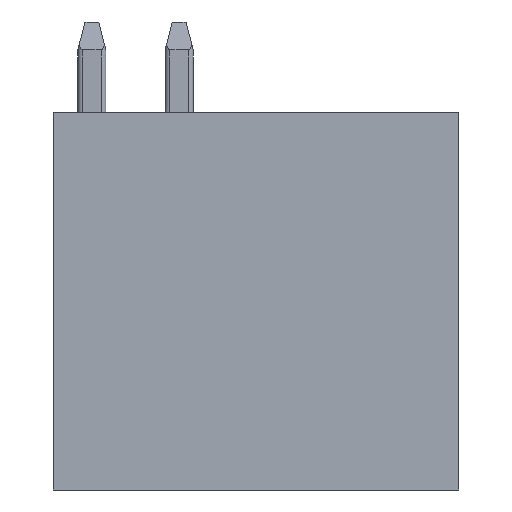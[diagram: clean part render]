
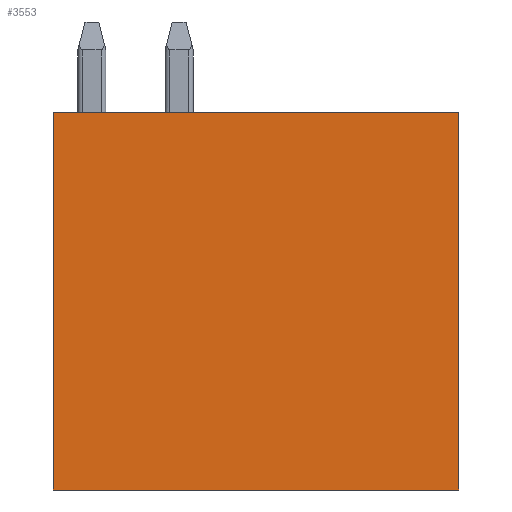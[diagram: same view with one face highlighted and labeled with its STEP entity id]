
A CAD part, front view. The second image highlights one B-rep face of the part: STEP entity #3553.
In plain terms, the highlighted planar face has unit normal (0, -1, 0).
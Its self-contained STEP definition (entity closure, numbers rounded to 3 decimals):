
#705=DIRECTION('',(0.,0.,1.));
#706=VECTOR('',#705,10.8);
#707=CARTESIAN_POINT('',(-5.49,-7.8,-6.62));
#708=LINE('',#707,#706);
#709=DIRECTION('',(1.,0.,0.));
#710=VECTOR('',#709,11.6);
#711=CARTESIAN_POINT('',(-5.49,-7.8,4.18));
#712=LINE('',#711,#710);
#713=DIRECTION('',(0.,0.,-1.));
#714=VECTOR('',#713,10.8);
#715=CARTESIAN_POINT('',(6.11,-7.8,4.18));
#716=LINE('',#715,#714);
#717=DIRECTION('',(-1.,0.,0.));
#718=VECTOR('',#717,11.6);
#719=CARTESIAN_POINT('',(6.11,-7.8,-6.62));
#720=LINE('',#719,#718);
#2297=CARTESIAN_POINT('',(-5.49,-7.8,-6.62));
#2298=CARTESIAN_POINT('',(-5.49,-7.8,4.18));
#2299=VERTEX_POINT('',#2297);
#2300=VERTEX_POINT('',#2298);
#2301=CARTESIAN_POINT('',(6.11,-7.8,4.18));
#2302=VERTEX_POINT('',#2301);
#2303=CARTESIAN_POINT('',(6.11,-7.8,-6.62));
#2304=VERTEX_POINT('',#2303);
#3542=CARTESIAN_POINT('',(0.,-7.8,0.));
#3543=DIRECTION('',(0.,1.,0.));
#3544=DIRECTION('',(1.,0.,0.));
#3545=AXIS2_PLACEMENT_3D('',#3542,#3543,#3544);
#3546=PLANE('',#3545);
#3547=ORIENTED_EDGE('',*,*,#2858,.T.);
#3548=ORIENTED_EDGE('',*,*,#2928,.T.);
#3549=ORIENTED_EDGE('',*,*,#2964,.T.);
#3550=ORIENTED_EDGE('',*,*,#3536,.T.);
#3551=EDGE_LOOP('',(#3547,#3548,#3549,#3550));
#3552=FACE_OUTER_BOUND('',#3551,.F.);
#3553=ADVANCED_FACE('',(#3552),#3546,.F.);
#2858=EDGE_CURVE('',#2299,#2300,#708,.T.);
#2928=EDGE_CURVE('',#2300,#2302,#712,.T.);
#2964=EDGE_CURVE('',#2302,#2304,#716,.T.);
#3536=EDGE_CURVE('',#2304,#2299,#720,.T.);
